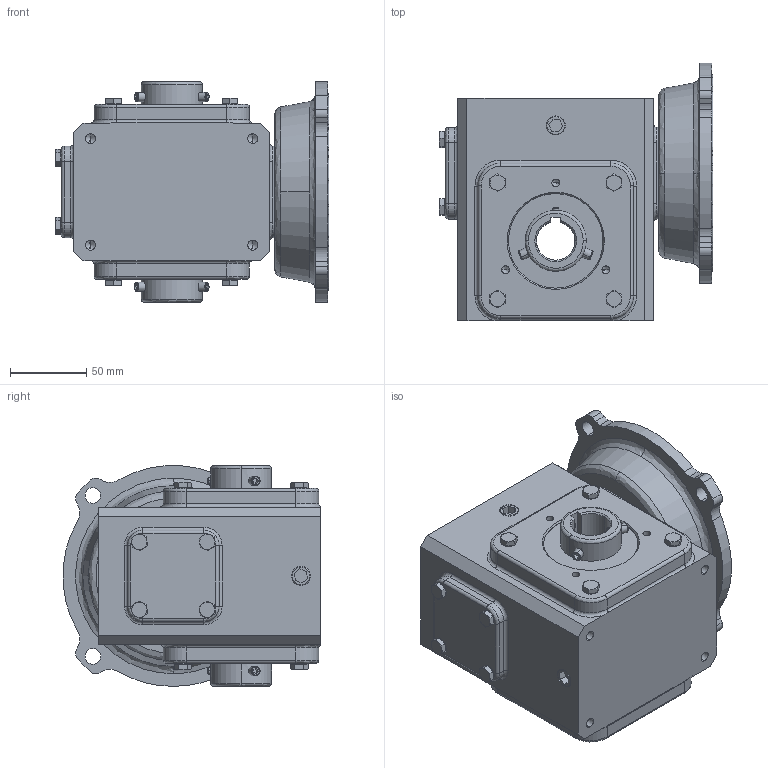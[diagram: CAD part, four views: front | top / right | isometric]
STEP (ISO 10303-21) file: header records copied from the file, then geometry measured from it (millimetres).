
FILE_DESCRIPTION (( 'STEP AP203' ), '1' );
FILE_NAME ('WGSS-175-040-HA.step', '2022-12-08T19:50:53', ( '' ), ( '' ), 'SwSTEP 2.0', 'SolidWorks 2021', '' );
FILE_SCHEMA (( 'CONFIG_CONTROL_DESIGN' ));
Length unit declared in the file: inch
Products named in the file (1): WGSS-175-040-HA
Bounding box: 179.6 x 169.12 x 144.89 mm (x, y, z)
Volume: 2081345.4 mm3; surface area: 181309.9 mm2
Topology: 7 solids, 7 shells, 891 faces, 2120 edges, 1279 vertices
Faces by surface type: plane 390, cylinder 231, cone 189, bspline 81
Entity records: 29564 total; most frequent: CARTESIAN_POINT 9526, ORIENTED_EDGE 4180, DIRECTION 4097, EDGE_CURVE 2090, AXIS2_PLACEMENT_3D 1542, VERTEX_POINT 1279, LINE 1013, VECTOR 1013
